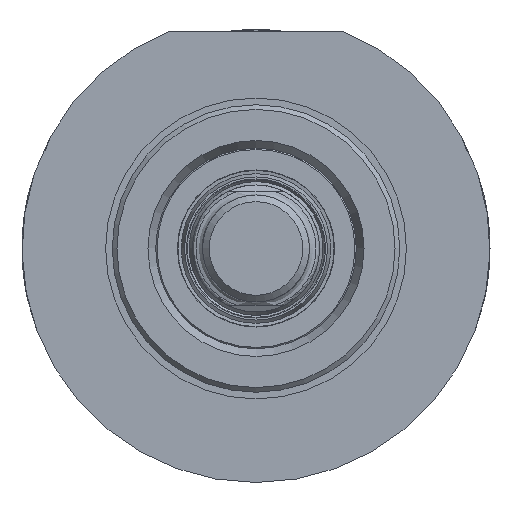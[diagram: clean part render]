
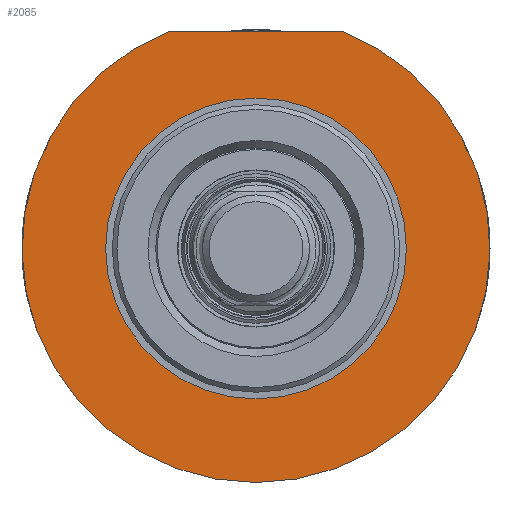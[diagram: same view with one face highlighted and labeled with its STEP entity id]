
A CAD part, front view. The second image highlights one B-rep face of the part: STEP entity #2085.
In plain terms, the highlighted planar face has unit normal (0, -1, 0).
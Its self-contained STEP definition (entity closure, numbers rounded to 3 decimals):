
#2050=CARTESIAN_POINT('',(0.,-85.25,2.782));
#2051=DIRECTION('',(0.0,-1.0,0.0));
#2052=DIRECTION('',(0.0,0.0,-1.0));
#2053=AXIS2_PLACEMENT_3D('',#2050,#2051,#2052);
#2054=PLANE('',#2053);
#2055=CARTESIAN_POINT('',(-12.99,-85.25,32.5));
#2056=VERTEX_POINT('',#2055);
#2057=CARTESIAN_POINT('',(12.99,-85.25,32.5));
#2058=VERTEX_POINT('',#2057);
#2059=CARTESIAN_POINT('',(-12.99,-85.25,32.5));
#2060=DIRECTION('',(1.0,0.0,0.0));
#2061=VECTOR('',#2060,25.981);
#2062=LINE('',#2059,#2061);
#2063=EDGE_CURVE('',#2056,#2058,#2062,.T.);
#2064=ORIENTED_EDGE('',*,*,#2063,.F.);
#2065=CARTESIAN_POINT('',(0.0,-85.25,0.0));
#2066=DIRECTION('',(0.0,1.0,0.0));
#2067=DIRECTION('',(-0.371,0.0,0.929));
#2068=AXIS2_PLACEMENT_3D('',#2065,#2066,#2067);
#2069=CIRCLE('',#2068,35.);
#2070=EDGE_CURVE('',#2058,#2056,#2069,.T.);
#2071=ORIENTED_EDGE('',*,*,#2070,.F.);
#2072=EDGE_LOOP('',(#2064,#2071));
#2073=FACE_OUTER_BOUND('',#2072,.T.);
#2074=CARTESIAN_POINT('',(0.0,-85.25,22.5));
#2075=VERTEX_POINT('',#2074);
#2076=CARTESIAN_POINT('',(0.0,-85.25,0.0));
#2077=DIRECTION('',(0.0,1.0,0.0));
#2078=DIRECTION('',(0.0,0.0,1.0));
#2079=AXIS2_PLACEMENT_3D('',#2076,#2077,#2078);
#2080=CIRCLE('',#2079,22.5);
#2081=EDGE_CURVE('',#2075,#2075,#2080,.T.);
#2082=ORIENTED_EDGE('',*,*,#2081,.T.);
#2083=EDGE_LOOP('',(#2082));
#2084=FACE_BOUND('',#2083,.T.);
#2085=ADVANCED_FACE('',(#2073,#2084),#2054,.T.);
